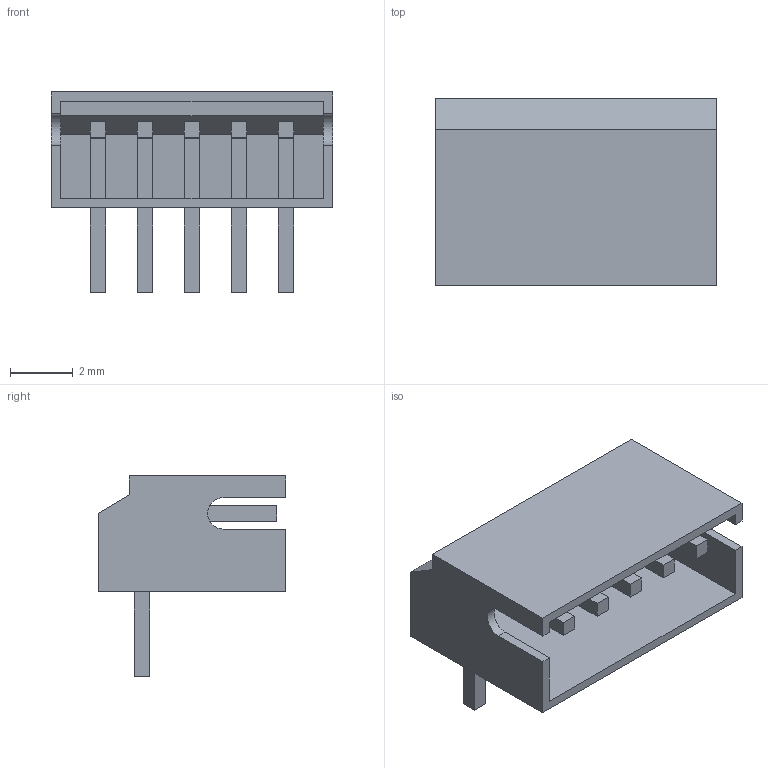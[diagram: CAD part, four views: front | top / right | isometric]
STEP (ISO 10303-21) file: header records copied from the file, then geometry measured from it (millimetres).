
FILE_DESCRIPTION(/* description */ ('STEP AP242','CAx-IF Rec.Pracs.---Representation and Presentation of Product Manufacturing Information (PMI)---4.0---2014-10-13','CAx-IF Rec.Pracs.---3D Tessellated Geometry---0.4---2014-09-14','2;1'),/* implementation_level */ '2;1');
FILE_NAME(/* name */ '682acb2d84e522147fd38c29',/* time_stamp */ '2025-05-19T06:09:49Z',/* author */ (''),/* organization */ (''),/* preprocessor_version */ 'ST-DEVELOPER v20',/* originating_system */ 'ONSHAPE BY PTC INC, 1.198',/* authorisation */ ' ');
FILE_SCHEMA (('AP242_MANAGED_MODEL_BASED_3D_ENGINEERING_MIM_LF { 1 0 10303 442 1 1 4 }'));
Length unit declared in the file: metre
Products named in the file (6): Pin 1; Pin 2; Pin 3; Pin 4; Pin 5; Shell
Bounding box: 9 x 6 x 6.4 mm (x, y, z)
Volume: 59.6 mm3; surface area: 429.1 mm2
Topology: 6 solids, 6 shells, 92 faces, 240 edges, 160 vertices
Faces by surface type: plane 80, cylinder 12
Entity records: 2956 total; most frequent: CARTESIAN_POINT 498, ORIENTED_EDGE 480, DIRECTION 460, EDGE_CURVE 240, LINE 216, VECTOR 216, VERTEX_POINT 160, AXIS2_PLACEMENT_3D 122
